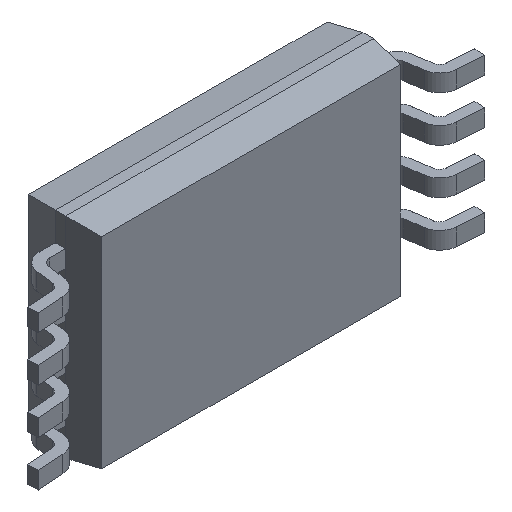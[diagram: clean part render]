
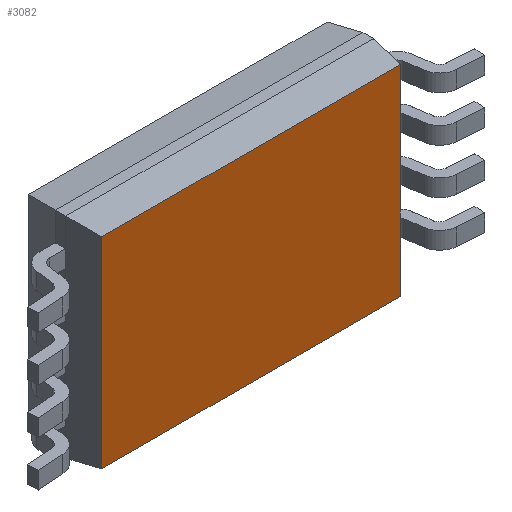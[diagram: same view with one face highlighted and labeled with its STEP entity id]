
A CAD part, isometric view. The second image highlights one B-rep face of the part: STEP entity #3082.
In plain terms, the highlighted planar face has unit normal (0, -1, 0).
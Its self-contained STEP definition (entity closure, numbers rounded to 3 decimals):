
#111 = EDGE_CURVE ( 'NONE', #1941, #4002, #3138, .T. ) ;
#181 = DIRECTION ( 'NONE',  ( 0., -1., 0. ) ) ;
#322 = LINE ( 'NONE', #3559, #4056 ) ;
#419 = AXIS2_PLACEMENT_3D ( 'NONE', #3894, #181, #1515 ) ;
#521 = DIRECTION ( 'NONE',  ( 0., 0., 1. ) ) ;
#534 = ORIENTED_EDGE ( 'NONE', *, *, #1176, .T. ) ;
#728 = EDGE_CURVE ( 'NONE', #4002, #815, #792, .T. ) ;
#792 = LINE ( 'NONE', #3391, #3487 ) ;
#815 = VERTEX_POINT ( 'NONE', #1764 ) ;
#979 = EDGE_CURVE ( 'NONE', #4093, #1941, #322, .T. ) ;
#1176 = EDGE_CURVE ( 'NONE', #815, #4093, #1708, .T. ) ;
#1233 = ORIENTED_EDGE ( 'NONE', *, *, #728, .T. ) ;
#1295 = EDGE_LOOP ( 'NONE', ( #1679, #3537, #1233, #534 ) ) ;
#1307 = FACE_OUTER_BOUND ( 'NONE', #1295, .T. ) ;
#1374 = DIRECTION ( 'NONE',  ( 0., 0., -1. ) ) ;
#1515 = DIRECTION ( 'NONE',  ( 0., 0., -1. ) ) ;
#1588 = DIRECTION ( 'NONE',  ( 1., 0., 0. ) ) ;
#1679 = ORIENTED_EDGE ( 'NONE', *, *, #979, .T. ) ;
#1708 = LINE ( 'NONE', #2253, #4166 ) ;
#1764 = CARTESIAN_POINT ( 'NONE',  ( -2.137, 0.15, -1.437 ) ) ;
#1941 = VERTEX_POINT ( 'NONE', #3085 ) ;
#1989 = DIRECTION ( 'NONE',  ( -1., 0., 0. ) ) ;
#2066 = VECTOR ( 'NONE', #1989, 1000. ) ;
#2253 = CARTESIAN_POINT ( 'NONE',  ( -2.2, 0.15, -1.437 ) ) ;
#3001 = CARTESIAN_POINT ( 'NONE',  ( 2.137, 0.15, -1.437 ) ) ;
#3082 = ADVANCED_FACE ( 'NONE', ( #1307 ), #3525, .T. ) ;
#3085 = CARTESIAN_POINT ( 'NONE',  ( 2.137, 0.15, 1.437 ) ) ;
#3138 = LINE ( 'NONE', #3672, #2066 ) ;
#3391 = CARTESIAN_POINT ( 'NONE',  ( -2.137, 0.15, 1.5 ) ) ;
#3487 = VECTOR ( 'NONE', #1374, 1000. ) ;
#3525 = PLANE ( 'NONE',  #419 ) ;
#3537 = ORIENTED_EDGE ( 'NONE', *, *, #111, .T. ) ;
#3559 = CARTESIAN_POINT ( 'NONE',  ( 2.137, 0.15, -1.5 ) ) ;
#3672 = CARTESIAN_POINT ( 'NONE',  ( 2.2, 0.15, 1.437 ) ) ;
#3894 = CARTESIAN_POINT ( 'NONE',  ( 0., 0.15, 0. ) ) ;
#3963 = CARTESIAN_POINT ( 'NONE',  ( -2.137, 0.15, 1.437 ) ) ;
#4002 = VERTEX_POINT ( 'NONE', #3963 ) ;
#4056 = VECTOR ( 'NONE', #521, 1000. ) ;
#4093 = VERTEX_POINT ( 'NONE', #3001 ) ;
#4166 = VECTOR ( 'NONE', #1588, 1000. ) ;
